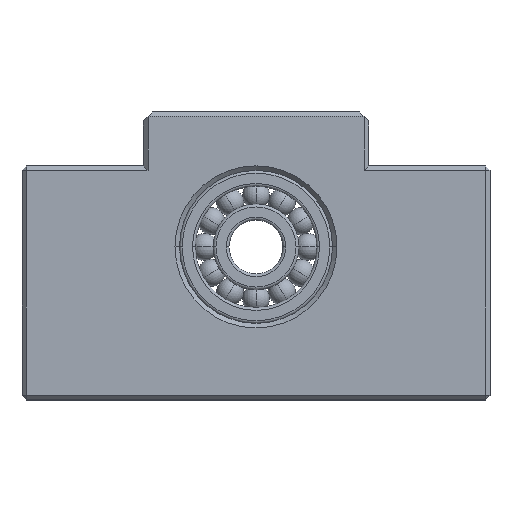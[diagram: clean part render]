
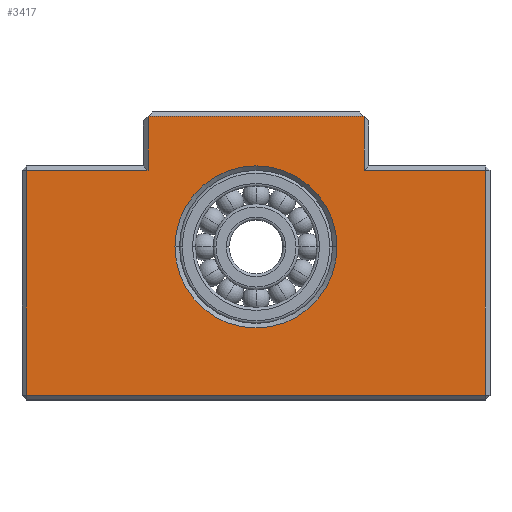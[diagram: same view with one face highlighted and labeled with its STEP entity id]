
A CAD part, top view. The second image highlights one B-rep face of the part: STEP entity #3417.
In plain terms, the highlighted planar face has unit normal (0, 0, 1).
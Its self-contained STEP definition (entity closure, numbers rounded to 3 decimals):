
#2458=CARTESIAN_POINT('',(-9.,17.,7.));
#2459=VERTEX_POINT('',#2458);
#2466=CARTESIAN_POINT('',(9.,17.,7.));
#2467=VERTEX_POINT('',#2466);
#2468=CARTESIAN_POINT('',(0.,17.,7.));
#2469=DIRECTION('',(0.,0.,-1.));
#2470=DIRECTION('',(1.,0.,0.));
#2471=AXIS2_PLACEMENT_3D('',#2468,#2469,#2470);
#2472=CIRCLE('',#2471,9.);
#2473=EDGE_CURVE('',#2467,#2459,#2472,.T.);
#2820=CARTESIAN_POINT('',(25.5,25.5,7.));
#2821=VERTEX_POINT('',#2820);
#2828=CARTESIAN_POINT('',(25.5,0.5,7.));
#2829=VERTEX_POINT('',#2828);
#2830=CARTESIAN_POINT('',(25.5,0.5,7.));
#2831=DIRECTION('',(0.,1.,0.));
#2832=VECTOR('',#2831,25.);
#2833=LINE('',#2830,#2832);
#2834=EDGE_CURVE('',#2829,#2821,#2833,.T.);
#2967=CARTESIAN_POINT('',(12.,25.5,7.));
#2968=VERTEX_POINT('',#2967);
#2975=CARTESIAN_POINT('',(25.5,25.5,7.));
#2976=DIRECTION('',(-1.,-0.,0.));
#2977=VECTOR('',#2976,13.5);
#2978=LINE('',#2975,#2977);
#2979=EDGE_CURVE('',#2821,#2968,#2978,.T.);
#2991=CARTESIAN_POINT('',(12.,31.5,7.));
#2992=VERTEX_POINT('',#2991);
#3001=CARTESIAN_POINT('',(12.,25.5,7.));
#3002=DIRECTION('',(-0.,1.,0.));
#3003=VECTOR('',#3002,6.);
#3004=LINE('',#3001,#3003);
#3005=EDGE_CURVE('',#2968,#2992,#3004,.T.);
#3355=CARTESIAN_POINT('',(0.,17.,7.));
#3356=DIRECTION('',(0.,0.,-1.));
#3357=DIRECTION('',(1.,0.,0.));
#3358=AXIS2_PLACEMENT_3D('',#3355,#3356,#3357);
#3359=CIRCLE('',#3358,9.);
#3360=EDGE_CURVE('',#2459,#2467,#3359,.T.);
#3365=CARTESIAN_POINT('',(26.,26.,7.));
#3366=DIRECTION('',(0.,0.,1.));
#3367=DIRECTION('',(1.,0.,0.));
#3368=AXIS2_PLACEMENT_3D('',#3365,#3366,#3367);
#3369=PLANE('',#3368);
#3370=ORIENTED_EDGE('',*,*,#2473,.T.);
#3371=ORIENTED_EDGE('',*,*,#3360,.T.);
#3372=EDGE_LOOP('',(#3370,#3371));
#3373=FACE_BOUND('',#3372,.T.);
#3374=ORIENTED_EDGE('',*,*,#2979,.T.);
#3375=ORIENTED_EDGE('',*,*,#3005,.T.);
#3376=CARTESIAN_POINT('',(-12.,31.5,7.));
#3377=VERTEX_POINT('',#3376);
#3378=CARTESIAN_POINT('',(12.,31.5,7.));
#3379=DIRECTION('',(-1.,-0.,0.));
#3380=VECTOR('',#3379,24.);
#3381=LINE('',#3378,#3380);
#3382=EDGE_CURVE('',#2992,#3377,#3381,.T.);
#3383=ORIENTED_EDGE('',*,*,#3382,.T.);
#3384=CARTESIAN_POINT('',(-12.,25.5,7.));
#3385=VERTEX_POINT('',#3384);
#3386=CARTESIAN_POINT('',(-12.,31.5,7.));
#3387=DIRECTION('',(-0.,-1.,-0.));
#3388=VECTOR('',#3387,6.);
#3389=LINE('',#3386,#3388);
#3390=EDGE_CURVE('',#3377,#3385,#3389,.T.);
#3391=ORIENTED_EDGE('',*,*,#3390,.T.);
#3392=CARTESIAN_POINT('',(-25.5,25.5,7.));
#3393=VERTEX_POINT('',#3392);
#3394=CARTESIAN_POINT('',(-12.,25.5,7.));
#3395=DIRECTION('',(-1.,0.,0.));
#3396=VECTOR('',#3395,13.5);
#3397=LINE('',#3394,#3396);
#3398=EDGE_CURVE('',#3385,#3393,#3397,.T.);
#3399=ORIENTED_EDGE('',*,*,#3398,.T.);
#3400=CARTESIAN_POINT('',(-25.5,0.5,7.));
#3401=VERTEX_POINT('',#3400);
#3402=CARTESIAN_POINT('',(-25.5,25.5,7.));
#3403=DIRECTION('',(0.,-1.,0.));
#3404=VECTOR('',#3403,25.);
#3405=LINE('',#3402,#3404);
#3406=EDGE_CURVE('',#3393,#3401,#3405,.T.);
#3407=ORIENTED_EDGE('',*,*,#3406,.T.);
#3408=CARTESIAN_POINT('',(-25.5,0.5,7.));
#3409=DIRECTION('',(1.,0.,0.));
#3410=VECTOR('',#3409,51.);
#3411=LINE('',#3408,#3410);
#3412=EDGE_CURVE('',#3401,#2829,#3411,.T.);
#3413=ORIENTED_EDGE('',*,*,#3412,.T.);
#3414=ORIENTED_EDGE('',*,*,#2834,.T.);
#3415=EDGE_LOOP('',(#3374,#3375,#3383,#3391,#3399,#3407,#3413,#3414));
#3416=FACE_BOUND('',#3415,.T.);
#3417=ADVANCED_FACE('NONE',(#3373,#3416),#3369,.T.);
